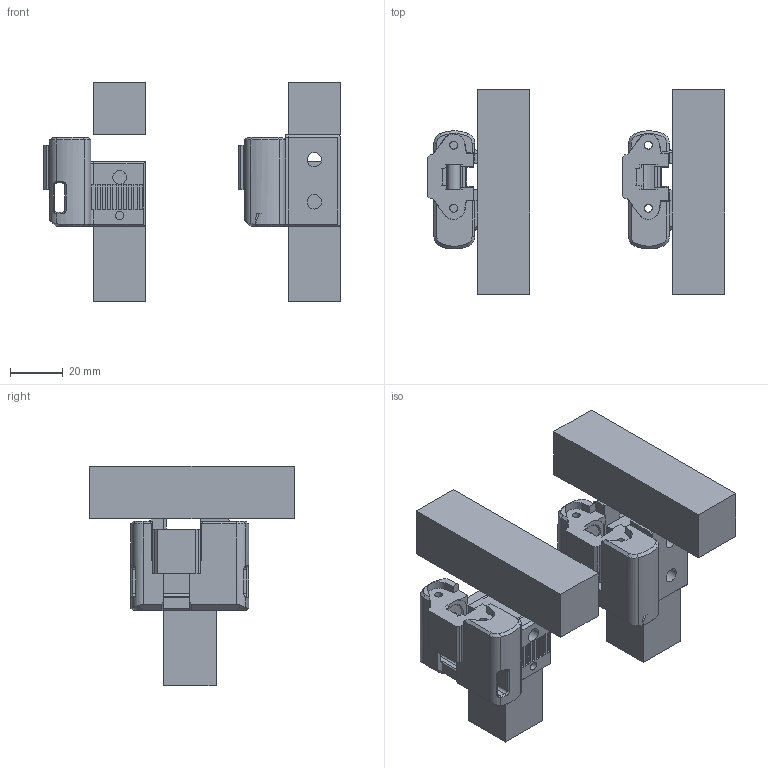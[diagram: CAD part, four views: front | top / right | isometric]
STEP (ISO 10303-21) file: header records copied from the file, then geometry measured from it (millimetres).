
FILE_DESCRIPTION(/* description */ (''),/* implementation_level */ '2;1');
FILE_NAME(/* name */ 'XY Idlers.step',/* time_stamp */ '2024-04-05T21:01:26+02:00',/* author */ (''),/* organization */ (''),/* preprocessor_version */ 'ST-DEVELOPER v20',/* originating_system */ 'Autodesk Translation Framework v12.20.1.177',/* authorisation */ '');
FILE_SCHEMA (('AUTOMOTIVE_DESIGN { 1 0 10303 214 3 1 1 }'));
Length unit declared in the file: millimetre
Products named in the file (1): Front-Idlers
Bounding box: 113 x 77.73 x 83.56 mm (x, y, z)
Volume: 149922.5 mm3; surface area: 49451.5 mm2
Topology: 9 solids, 11 shells, 672 faces, 1798 edges, 1164 vertices
Faces by surface type: plane 500, cylinder 101, cone 37, bspline 34
Full cylindrical faces by diameter (mm): 3 x4, 3.2 x2, 3.3 x4, 4.7 x4, 5 x5, 5.2 x2, 5.5 x8
Entity records: 22570 total; most frequent: CARTESIAN_POINT 5697, ORIENTED_EDGE 3612, DIRECTION 3245, EDGE_CURVE 1806, LINE 1449, VECTOR 1449, VERTEX_POINT 1164, AXIS2_PLACEMENT_3D 898
